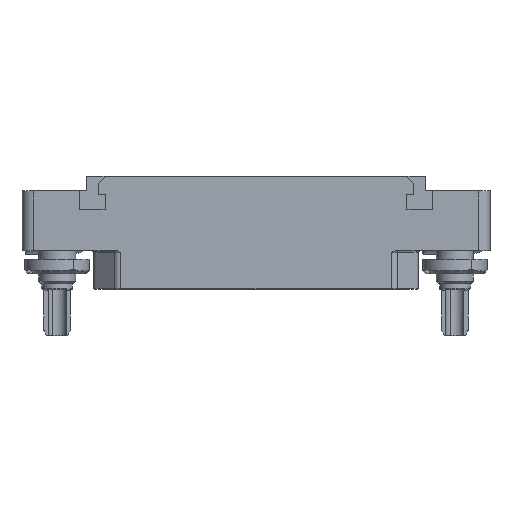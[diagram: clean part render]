
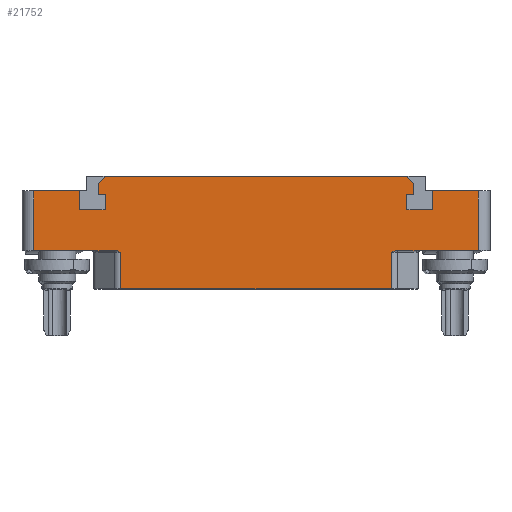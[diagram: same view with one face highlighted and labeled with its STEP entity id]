
A CAD part, top view. The second image highlights one B-rep face of the part: STEP entity #21752.
In plain terms, the highlighted planar face has unit normal (0, 0, 1).
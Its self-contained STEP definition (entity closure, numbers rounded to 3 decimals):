
#1=DIRECTION('',(1.,0.,0.));
#2=VECTOR('',#1,7.8);
#3=CARTESIAN_POINT('',(-38.,10.25,7.));
#4=LINE('',#3,#2);
#5=DIRECTION('',(0.,-1.,0.));
#6=VECTOR('',#5,3.2);
#7=CARTESIAN_POINT('',(-30.2,10.25,7.));
#8=LINE('',#7,#6);
#9=DIRECTION('',(1.,0.,0.));
#10=VECTOR('',#9,4.4);
#11=CARTESIAN_POINT('',(-30.2,7.05,7.));
#12=LINE('',#11,#10);
#13=DIRECTION('',(0.,1.,0.));
#14=VECTOR('',#13,2.6);
#15=CARTESIAN_POINT('',(-25.8,7.05,7.));
#16=LINE('',#15,#14);
#17=DIRECTION('',(-1.,0.,0.));
#18=VECTOR('',#17,1.2);
#19=CARTESIAN_POINT('',(-25.8,9.65,7.));
#20=LINE('',#19,#18);
#21=DIRECTION('',(0.,-1.,0.));
#22=VECTOR('',#21,1.9);
#23=CARTESIAN_POINT('',(-27.,11.55,7.));
#24=LINE('',#23,#22);
#25=DIRECTION('',(1.,0.,0.));
#26=VECTOR('',#25,51.6);
#27=CARTESIAN_POINT('',(-25.8,12.75,7.));
#28=LINE('',#27,#26);
#29=DIRECTION('',(0.,-1.,0.));
#30=VECTOR('',#29,1.9);
#31=CARTESIAN_POINT('',(27.,11.55,7.));
#32=LINE('',#31,#30);
#33=DIRECTION('',(-1.,0.,0.));
#34=VECTOR('',#33,1.2);
#35=CARTESIAN_POINT('',(27.,9.65,7.));
#36=LINE('',#35,#34);
#37=DIRECTION('',(0.,-1.,0.));
#38=VECTOR('',#37,2.6);
#39=CARTESIAN_POINT('',(25.8,9.65,7.));
#40=LINE('',#39,#38);
#41=DIRECTION('',(1.,0.,0.));
#42=VECTOR('',#41,4.4);
#43=CARTESIAN_POINT('',(25.8,7.05,7.));
#44=LINE('',#43,#42);
#45=DIRECTION('',(0.,1.,0.));
#46=VECTOR('',#45,3.2);
#47=CARTESIAN_POINT('',(30.2,7.05,7.));
#48=LINE('',#47,#46);
#49=DIRECTION('',(1.,0.,0.));
#50=VECTOR('',#49,7.8);
#51=CARTESIAN_POINT('',(30.2,10.25,7.));
#52=LINE('',#51,#50);
#109=DIRECTION('',(1.,0.,0.));
#110=VECTOR('',#109,14.082);
#111=CARTESIAN_POINT('',(23.918,0.,7.));
#112=LINE('',#111,#110);
#3662=DIRECTION('',(-1.,0.,0.));
#3663=VECTOR('',#3662,46.236);
#3664=CARTESIAN_POINT('',(23.118,-6.5,7.));
#3665=LINE('',#3664,#3663);
#3753=DIRECTION('',(1.,0.,0.));
#3754=VECTOR('',#3753,14.082);
#3755=CARTESIAN_POINT('',(-38.,0.,7.));
#3756=LINE('',#3755,#3754);
#7195=DIRECTION('',(0.,-1.,0.));
#7196=VECTOR('',#7195,10.25);
#7197=CARTESIAN_POINT('',(-38.,10.25,7.));
#7198=LINE('',#7197,#7196);
#7955=DIRECTION('',(0.707,-0.707,0.));
#7956=VECTOR('',#7955,1.697);
#7957=CARTESIAN_POINT('',(25.8,12.75,7.));
#7958=LINE('',#7957,#7956);
#7983=DIRECTION('',(-0.707,-0.707,0.));
#7984=VECTOR('',#7983,1.697);
#7985=CARTESIAN_POINT('',(-25.8,12.75,7.));
#7986=LINE('',#7985,#7984);
#17300=CARTESIAN_POINT('',(-23.918,0.,7.));
#17301=CARTESIAN_POINT('',(-23.907,0.,7.));
#17302=CARTESIAN_POINT('',(-23.884,0.,7.));
#17303=CARTESIAN_POINT('',(-23.85,-0.002,7.));
#17304=CARTESIAN_POINT('',(-23.814,-0.005,7.));
#17305=CARTESIAN_POINT('',(-23.776,-0.01,7.));
#17306=CARTESIAN_POINT('',(-23.734,-0.016,7.));
#17307=CARTESIAN_POINT('',(-23.688,-0.024,7.));
#17308=CARTESIAN_POINT('',(-23.636,-0.035,7.));
#17309=CARTESIAN_POINT('',(-23.577,-0.049,7.));
#17310=CARTESIAN_POINT('',(-23.515,-0.066,7.));
#17311=CARTESIAN_POINT('',(-23.451,-0.085,7.));
#17312=CARTESIAN_POINT('',(-23.385,-0.106,7.));
#17313=CARTESIAN_POINT('',(-23.318,-0.128,7.));
#17314=CARTESIAN_POINT('',(-23.251,-0.152,7.));
#17315=CARTESIAN_POINT('',(-23.184,-0.176,7.));
#17316=CARTESIAN_POINT('',(-23.14,-0.192,7.));
#17317=CARTESIAN_POINT('',(-23.118,-0.2,7.));
#17319=DIRECTION('',(0.,1.,0.));
#17320=VECTOR('',#17319,6.3);
#17321=CARTESIAN_POINT('',(-23.118,-6.5,7.));
#17322=LINE('',#17321,#17320);
#17395=DIRECTION('',(0.,1.,0.));
#17396=VECTOR('',#17395,6.3);
#17397=CARTESIAN_POINT('',(23.118,-6.5,7.));
#17398=LINE('',#17397,#17396);
#17404=CARTESIAN_POINT('',(23.118,-0.2,7.));
#17405=CARTESIAN_POINT('',(23.14,-0.192,7.));
#17406=CARTESIAN_POINT('',(23.184,-0.176,7.));
#17407=CARTESIAN_POINT('',(23.251,-0.152,7.));
#17408=CARTESIAN_POINT('',(23.318,-0.128,7.));
#17409=CARTESIAN_POINT('',(23.385,-0.106,7.));
#17410=CARTESIAN_POINT('',(23.451,-0.085,7.));
#17411=CARTESIAN_POINT('',(23.515,-0.066,7.));
#17412=CARTESIAN_POINT('',(23.577,-0.049,7.));
#17413=CARTESIAN_POINT('',(23.636,-0.035,7.));
#17414=CARTESIAN_POINT('',(23.688,-0.024,7.));
#17415=CARTESIAN_POINT('',(23.734,-0.016,7.));
#17416=CARTESIAN_POINT('',(23.776,-0.01,7.));
#17417=CARTESIAN_POINT('',(23.814,-0.005,7.));
#17418=CARTESIAN_POINT('',(23.85,-0.002,7.));
#17419=CARTESIAN_POINT('',(23.884,0.,7.));
#17420=CARTESIAN_POINT('',(23.907,0.,7.));
#17421=CARTESIAN_POINT('',(23.918,0.,7.));
#17469=DIRECTION('',(0.,1.,0.));
#17470=VECTOR('',#17469,10.25);
#17471=CARTESIAN_POINT('',(38.,0.,7.));
#17472=LINE('',#17471,#17470);
#18230=CARTESIAN_POINT('',(-30.2,10.25,7.));
#18231=CARTESIAN_POINT('',(-30.2,7.05,7.));
#18232=VERTEX_POINT('',#18230);
#18233=VERTEX_POINT('',#18231);
#18234=CARTESIAN_POINT('',(-25.8,7.05,7.));
#18235=VERTEX_POINT('',#18234);
#18236=CARTESIAN_POINT('',(-25.8,9.65,7.));
#18237=VERTEX_POINT('',#18236);
#18238=CARTESIAN_POINT('',(-27.,9.65,7.));
#18239=VERTEX_POINT('',#18238);
#18240=CARTESIAN_POINT('',(27.,9.65,7.));
#18241=CARTESIAN_POINT('',(25.8,9.65,7.));
#18242=VERTEX_POINT('',#18240);
#18243=VERTEX_POINT('',#18241);
#18244=CARTESIAN_POINT('',(25.8,7.05,7.));
#18245=VERTEX_POINT('',#18244);
#18246=CARTESIAN_POINT('',(30.2,7.05,7.));
#18247=VERTEX_POINT('',#18246);
#18248=CARTESIAN_POINT('',(30.2,10.25,7.));
#18249=VERTEX_POINT('',#18248);
#18254=CARTESIAN_POINT('',(-25.8,12.75,7.));
#18256=VERTEX_POINT('',#18254);
#18258=CARTESIAN_POINT('',(-27.,11.55,7.));
#18260=VERTEX_POINT('',#18258);
#18262=CARTESIAN_POINT('',(25.8,12.75,7.));
#18264=VERTEX_POINT('',#18262);
#18266=CARTESIAN_POINT('',(27.,11.55,7.));
#18268=VERTEX_POINT('',#18266);
#18358=CARTESIAN_POINT('',(38.,0.,7.));
#18359=CARTESIAN_POINT('',(38.,10.25,7.));
#18360=VERTEX_POINT('',#18358);
#18361=VERTEX_POINT('',#18359);
#18366=CARTESIAN_POINT('',(-38.,10.25,7.));
#18367=CARTESIAN_POINT('',(-38.,0.,7.));
#18368=VERTEX_POINT('',#18366);
#18369=VERTEX_POINT('',#18367);
#18571=CARTESIAN_POINT('',(23.118,-6.5,7.));
#18573=VERTEX_POINT('',#18571);
#18574=CARTESIAN_POINT('',(-23.118,-6.5,7.));
#18576=VERTEX_POINT('',#18574);
#18638=CARTESIAN_POINT('',(-23.118,-0.2,7.));
#18639=VERTEX_POINT('',#18638);
#18640=CARTESIAN_POINT('',(-23.918,0.,7.));
#18641=VERTEX_POINT('',#18640);
#18642=CARTESIAN_POINT('',(23.118,-0.2,7.));
#18644=VERTEX_POINT('',#18642);
#18646=CARTESIAN_POINT('',(23.918,0.,7.));
#18648=VERTEX_POINT('',#18646);
#21697=CARTESIAN_POINT('',(0.,0.,7.));
#21698=DIRECTION('',(0.,0.,-1.));
#21699=DIRECTION('',(-1.,0.,0.));
#21700=AXIS2_PLACEMENT_3D('',#21697,#21698,#21699);
#21701=PLANE('',#21700);
#21703=ORIENTED_EDGE('',*,*,#21702,.F.);
#21705=ORIENTED_EDGE('',*,*,#21704,.F.);
#21707=ORIENTED_EDGE('',*,*,#21706,.F.);
#21709=ORIENTED_EDGE('',*,*,#21708,.T.);
#21711=ORIENTED_EDGE('',*,*,#21710,.T.);
#21713=ORIENTED_EDGE('',*,*,#21712,.F.);
#21715=ORIENTED_EDGE('',*,*,#21714,.F.);
#21717=ORIENTED_EDGE('',*,*,#21716,.F.);
#21719=ORIENTED_EDGE('',*,*,#21718,.T.);
#21721=ORIENTED_EDGE('',*,*,#21720,.T.);
#21723=ORIENTED_EDGE('',*,*,#21722,.T.);
#21725=ORIENTED_EDGE('',*,*,#21724,.T.);
#21727=ORIENTED_EDGE('',*,*,#21726,.T.);
#21729=ORIENTED_EDGE('',*,*,#21728,.F.);
#21731=ORIENTED_EDGE('',*,*,#21730,.F.);
#21733=ORIENTED_EDGE('',*,*,#21732,.T.);
#21735=ORIENTED_EDGE('',*,*,#21734,.T.);
#21737=ORIENTED_EDGE('',*,*,#21736,.T.);
#21739=ORIENTED_EDGE('',*,*,#21738,.T.);
#21741=ORIENTED_EDGE('',*,*,#21740,.T.);
#21743=ORIENTED_EDGE('',*,*,#21742,.T.);
#21745=ORIENTED_EDGE('',*,*,#21744,.T.);
#21747=ORIENTED_EDGE('',*,*,#21746,.T.);
#21749=ORIENTED_EDGE('',*,*,#21748,.F.);
#21750=EDGE_LOOP('',(#21703,#21705,#21707,#21709,#21711,#21713,#21715,#21717,
#21719,#21721,#21723,#21725,#21727,#21729,#21731,#21733,#21735,#21737,#21739,
#21741,#21743,#21745,#21747,#21749));
#21751=FACE_OUTER_BOUND('',#21750,.F.);
#21752=ADVANCED_FACE('',(#21751),#21701,.F.);
#17318=B_SPLINE_CURVE_WITH_KNOTS('',3,(#17300,#17301,#17302,#17303,#17304,
#17305,#17306,#17307,#17308,#17309,#17310,#17311,#17312,#17313,#17314,#17315,
#17316,#17317),.UNSPECIFIED.,.F.,.F.,(4,1,1,1,1,1,1,1,1,1,1,1,1,1,1,4),(0.,
0.067,0.133,0.2,0.267,0.333,
0.4,0.467,0.533,0.6,0.667,
0.733,0.8,0.867,0.933,1.),
.UNSPECIFIED.);
#17422=B_SPLINE_CURVE_WITH_KNOTS('',3,(#17404,#17405,#17406,#17407,#17408,
#17409,#17410,#17411,#17412,#17413,#17414,#17415,#17416,#17417,#17418,#17419,
#17420,#17421),.UNSPECIFIED.,.F.,.F.,(4,1,1,1,1,1,1,1,1,1,1,1,1,1,1,4),(0.,
0.067,0.133,0.2,0.267,0.333,
0.4,0.467,0.533,0.6,0.667,
0.733,0.8,0.867,0.933,1.),
.UNSPECIFIED.);
#21702=EDGE_CURVE('',#18648,#18360,#112,.T.);
#21704=EDGE_CURVE('',#18644,#18648,#17422,.T.);
#21706=EDGE_CURVE('',#18573,#18644,#17398,.T.);
#21708=EDGE_CURVE('',#18573,#18576,#3665,.T.);
#21710=EDGE_CURVE('',#18576,#18639,#17322,.T.);
#21712=EDGE_CURVE('',#18641,#18639,#17318,.T.);
#21714=EDGE_CURVE('',#18369,#18641,#3756,.T.);
#21716=EDGE_CURVE('',#18368,#18369,#7198,.T.);
#21718=EDGE_CURVE('',#18368,#18232,#4,.T.);
#21720=EDGE_CURVE('',#18232,#18233,#8,.T.);
#21722=EDGE_CURVE('',#18233,#18235,#12,.T.);
#21724=EDGE_CURVE('',#18235,#18237,#16,.T.);
#21726=EDGE_CURVE('',#18237,#18239,#20,.T.);
#21728=EDGE_CURVE('',#18260,#18239,#24,.T.);
#21730=EDGE_CURVE('',#18256,#18260,#7986,.T.);
#21732=EDGE_CURVE('',#18256,#18264,#28,.T.);
#21734=EDGE_CURVE('',#18264,#18268,#7958,.T.);
#21736=EDGE_CURVE('',#18268,#18242,#32,.T.);
#21738=EDGE_CURVE('',#18242,#18243,#36,.T.);
#21740=EDGE_CURVE('',#18243,#18245,#40,.T.);
#21742=EDGE_CURVE('',#18245,#18247,#44,.T.);
#21744=EDGE_CURVE('',#18247,#18249,#48,.T.);
#21746=EDGE_CURVE('',#18249,#18361,#52,.T.);
#21748=EDGE_CURVE('',#18360,#18361,#17472,.T.);
